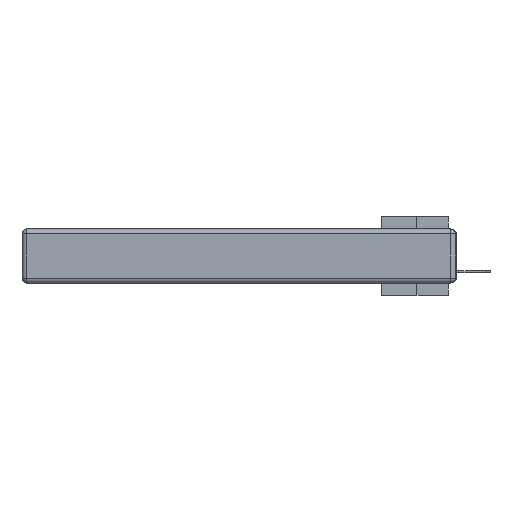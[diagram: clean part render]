
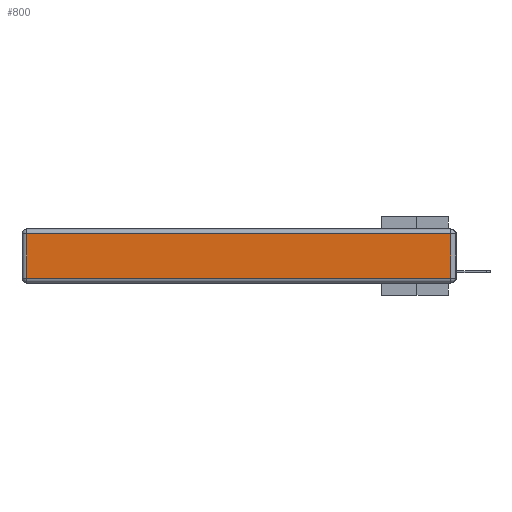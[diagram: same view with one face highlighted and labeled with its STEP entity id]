
A CAD part, left-side view. The second image highlights one B-rep face of the part: STEP entity #800.
In plain terms, the highlighted planar face has unit normal (-1, 0, 0).
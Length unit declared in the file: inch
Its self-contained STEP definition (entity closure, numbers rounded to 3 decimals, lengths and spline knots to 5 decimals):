
#324 = EDGE_CURVE ( 'NONE', #21455, #30011, #24375, .T. ) ;
#538 = VERTEX_POINT ( 'NONE', #12933 ) ;
#800 = ADVANCED_FACE ( 'NONE', ( #31933 ), #14631, .T. ) ;
#1527 = VERTEX_POINT ( 'NONE', #32182 ) ;
#2534 = DIRECTION ( 'NONE',  ( -1., 0., 0. ) ) ;
#2585 = CARTESIAN_POINT ( 'NONE',  ( 0., 0.03, -0.313 ) ) ;
#8299 = DIRECTION ( 'NONE',  ( 0., 0., 1. ) ) ;
#9496 = VECTOR ( 'NONE', #33598, 39.37008 ) ;
#9903 = ORIENTED_EDGE ( 'NONE', *, *, #324, .T. ) ;
#12616 = DIRECTION ( 'NONE',  ( 0., 0., -1. ) ) ;
#12778 = CARTESIAN_POINT ( 'NONE',  ( 0., 0.03, -0.343 ) ) ;
#12933 = CARTESIAN_POINT ( 'NONE',  ( 0., 0.03, -0.03 ) ) ;
#13514 = EDGE_LOOP ( 'NONE', ( #9903, #30859, #35965, #26122 ) ) ;
#14081 = CARTESIAN_POINT ( 'NONE',  ( 0., 0., -0.343 ) ) ;
#14631 = PLANE ( 'NONE',  #26071 ) ;
#15086 = VECTOR ( 'NONE', #33394, 39.37008 ) ;
#15306 = LINE ( 'NONE', #24725, #26852 ) ;
#17225 = EDGE_CURVE ( 'NONE', #538, #1527, #21691, .T. ) ;
#18738 = CARTESIAN_POINT ( 'NONE',  ( 0., 2.72, -0.313 ) ) ;
#20204 = VECTOR ( 'NONE', #21802, 39.37008 ) ;
#21455 = VERTEX_POINT ( 'NONE', #18738 ) ;
#21691 = LINE ( 'NONE', #36313, #9496 ) ;
#21802 = DIRECTION ( 'NONE',  ( 0., 0., 1. ) ) ;
#24375 = LINE ( 'NONE', #36110, #15086 ) ;
#24725 = CARTESIAN_POINT ( 'NONE',  ( 0., 2.72, -0.343 ) ) ;
#26019 = EDGE_CURVE ( 'NONE', #1527, #21455, #15306, .T. ) ;
#26071 = AXIS2_PLACEMENT_3D ( 'NONE', #14081, #2534, #8299 ) ;
#26122 = ORIENTED_EDGE ( 'NONE', *, *, #26019, .T. ) ;
#26852 = VECTOR ( 'NONE', #12616, 39.37008 ) ;
#29039 = EDGE_CURVE ( 'NONE', #30011, #538, #33148, .T. ) ;
#30011 = VERTEX_POINT ( 'NONE', #2585 ) ;
#30859 = ORIENTED_EDGE ( 'NONE', *, *, #29039, .T. ) ;
#31933 = FACE_OUTER_BOUND ( 'NONE', #13514, .T. ) ;
#32182 = CARTESIAN_POINT ( 'NONE',  ( 0., 2.72, -0.03 ) ) ;
#33148 = LINE ( 'NONE', #12778, #20204 ) ;
#33394 = DIRECTION ( 'NONE',  ( 0., -1., 0. ) ) ;
#33598 = DIRECTION ( 'NONE',  ( 0., 1., 0. ) ) ;
#35965 = ORIENTED_EDGE ( 'NONE', *, *, #17225, .T. ) ;
#36110 = CARTESIAN_POINT ( 'NONE',  ( 0., 0., -0.313 ) ) ;
#36313 = CARTESIAN_POINT ( 'NONE',  ( 0., 2.75, -0.03 ) ) ;
